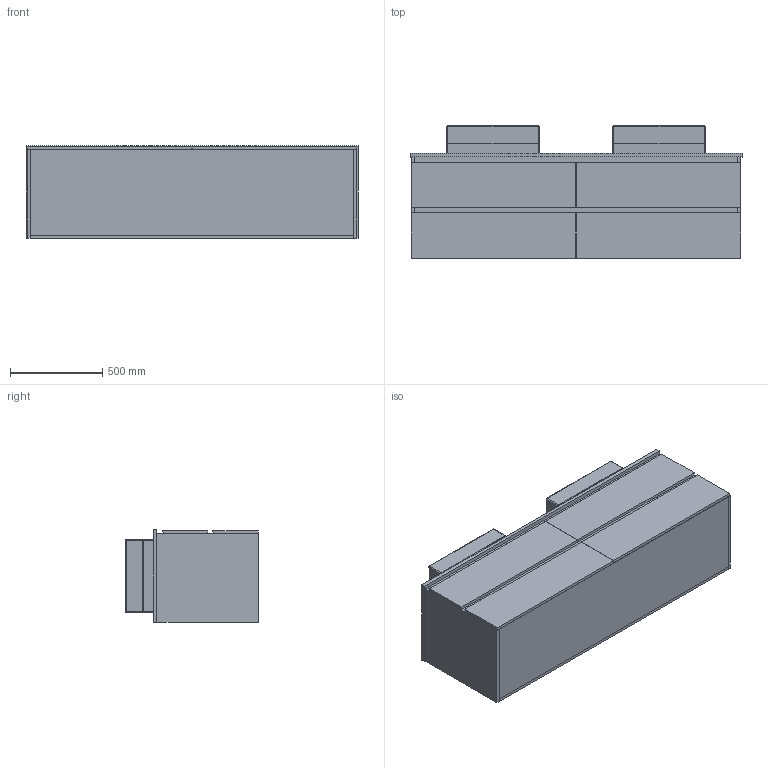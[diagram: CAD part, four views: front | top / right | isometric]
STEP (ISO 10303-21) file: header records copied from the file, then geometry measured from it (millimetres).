
FILE_DESCRIPTION (( 'STEP AP214' ), '1' );
FILE_NAME ('AD Twin Benchtop 1800D ASSEM.STEP', '2019-03-08T00:37:12', ( '' ), ( '' ), 'SwSTEP 2.0', 'SolidWorks 2015', '' );
FILE_SCHEMA (( 'AUTOMOTIVE_DESIGN' ));
Length unit declared in the file: millimetre
Products named in the file (11): 1800D Above counter top ASSEM; Posh Solus Semi-Inset Basin; CERAMIC OVERFLOW COVER; Posh Solus Counter Basin ASSEM; 1800 slab top; 1800D semi inset top; AD Twin Benchtop 1800D ASSEM; 1800D semi inset top ASSEM; Posh Solus Semi-Inset Basin ASSEM; Posh Solus Counter Basin; AD Twin Benchtop 1800D
Assembly tree (13 placements, depth 4):
  AD Twin Benchtop 1800D ASSEM
    AD Twin Benchtop 1800D
    1800D Above counter top ASSEM
      1800 slab top
      Posh Solus Counter Basin ASSEM  x2
        Posh Solus Counter Basin
        CERAMIC OVERFLOW COVER
    1800D semi inset top ASSEM
      1800D semi inset top
      Posh Solus Semi-Inset Basin ASSEM  x2
        Posh Solus Semi-Inset Basin
        CERAMIC OVERFLOW COVER
Bounding box: 1800 x 720 x 500 mm (x, y, z)
Volume: 136009252.1 mm3; surface area: 15227603.7 mm2
Topology: 19 solids, 19 shells, 466 faces, 1084 edges, 660 vertices
Faces by surface type: plane 280, cylinder 102, torus 32, bspline 28, sphere 24
Entity records: 8483 total; most frequent: CARTESIAN_POINT 2549, DIRECTION 1098, ORIENTED_EDGE 1060, EDGE_CURVE 530, AXIS2_PLACEMENT_3D 370, LINE 358, VECTOR 358, VERTEX_POINT 333
